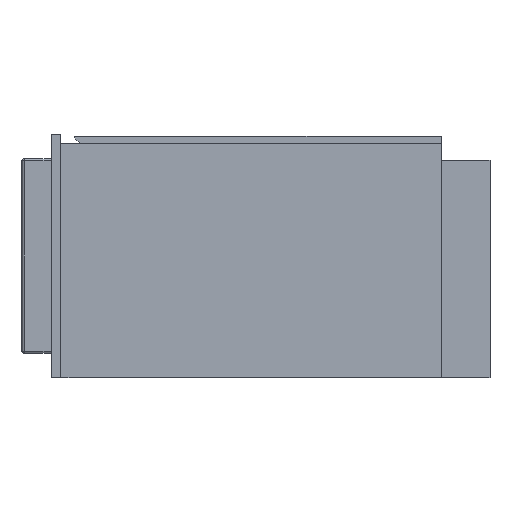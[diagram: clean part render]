
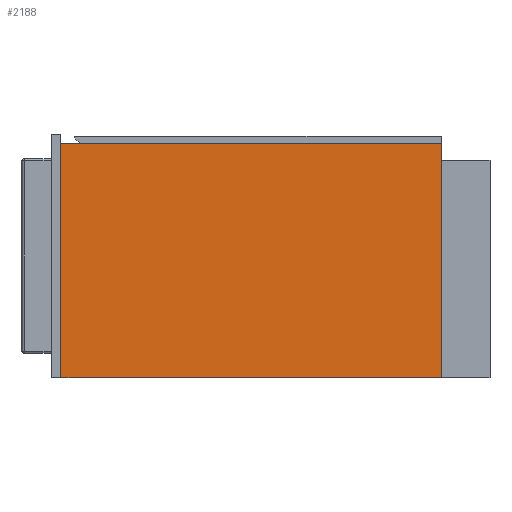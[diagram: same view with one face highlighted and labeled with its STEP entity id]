
A CAD part, left-side view. The second image highlights one B-rep face of the part: STEP entity #2188.
In plain terms, the highlighted planar face has unit normal (-1, 0, 0).
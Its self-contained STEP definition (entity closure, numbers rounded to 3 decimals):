
#123 = FACE_OUTER_BOUND ( 'NONE', #3825, .T. ) ;
#176 = ORIENTED_EDGE ( 'NONE', *, *, #4412, .F. ) ;
#544 = VECTOR ( 'NONE', #5093, 1000. ) ;
#839 = LINE ( 'NONE', #6602, #2608 ) ;
#920 = DIRECTION ( 'NONE',  ( 0., 0., -1. ) ) ;
#946 = LINE ( 'NONE', #6455, #4880 ) ;
#1113 = LINE ( 'NONE', #2000, #1914 ) ;
#1300 = EDGE_CURVE ( 'NONE', #2998, #5069, #1113, .T. ) ;
#1311 = EDGE_CURVE ( 'NONE', #5069, #2371, #3915, .T. ) ;
#1552 = DIRECTION ( 'NONE',  ( 0., -1., 0. ) ) ;
#1914 = VECTOR ( 'NONE', #5572, 1000. ) ;
#2000 = CARTESIAN_POINT ( 'NONE',  ( -594., 390., 480. ) ) ;
#2033 = ORIENTED_EDGE ( 'NONE', *, *, #4783, .F. ) ;
#2188 = ADVANCED_FACE ( 'NONE', ( #123 ), #4071, .T. ) ;
#2371 = VERTEX_POINT ( 'NONE', #3212 ) ;
#2549 = CARTESIAN_POINT ( 'NONE',  ( -594., 390., 480. ) ) ;
#2608 = VECTOR ( 'NONE', #920, 1000. ) ;
#2998 = VERTEX_POINT ( 'NONE', #5872 ) ;
#3153 = ORIENTED_EDGE ( 'NONE', *, *, #1311, .T. ) ;
#3212 = CARTESIAN_POINT ( 'NONE',  ( -594., 390., 0. ) ) ;
#3472 = VERTEX_POINT ( 'NONE', #6282 ) ;
#3825 = EDGE_LOOP ( 'NONE', ( #2033, #176, #6439, #3153 ) ) ;
#3915 = LINE ( 'NONE', #4588, #544 ) ;
#4071 = PLANE ( 'NONE',  #5860 ) ;
#4412 = EDGE_CURVE ( 'NONE', #2998, #3472, #839, .T. ) ;
#4441 = DIRECTION ( 'NONE',  ( 0., 1., 0. ) ) ;
#4588 = CARTESIAN_POINT ( 'NONE',  ( -594., 390., 480. ) ) ;
#4783 = EDGE_CURVE ( 'NONE', #3472, #2371, #946, .T. ) ;
#4880 = VECTOR ( 'NONE', #4441, 1000. ) ;
#5069 = VERTEX_POINT ( 'NONE', #2549 ) ;
#5093 = DIRECTION ( 'NONE',  ( 0., 0., -1. ) ) ;
#5572 = DIRECTION ( 'NONE',  ( 0., 1., 0. ) ) ;
#5694 = DIRECTION ( 'NONE',  ( -1., 0., 0. ) ) ;
#5860 = AXIS2_PLACEMENT_3D ( 'NONE', #6163, #5694, #1552 ) ;
#5872 = CARTESIAN_POINT ( 'NONE',  ( -594., -390., 480. ) ) ;
#6163 = CARTESIAN_POINT ( 'NONE',  ( -594., 390., 480. ) ) ;
#6282 = CARTESIAN_POINT ( 'NONE',  ( -594., -390., 0. ) ) ;
#6439 = ORIENTED_EDGE ( 'NONE', *, *, #1300, .T. ) ;
#6455 = CARTESIAN_POINT ( 'NONE',  ( -594., 390., 0. ) ) ;
#6602 = CARTESIAN_POINT ( 'NONE',  ( -594., -390., 480. ) ) ;
